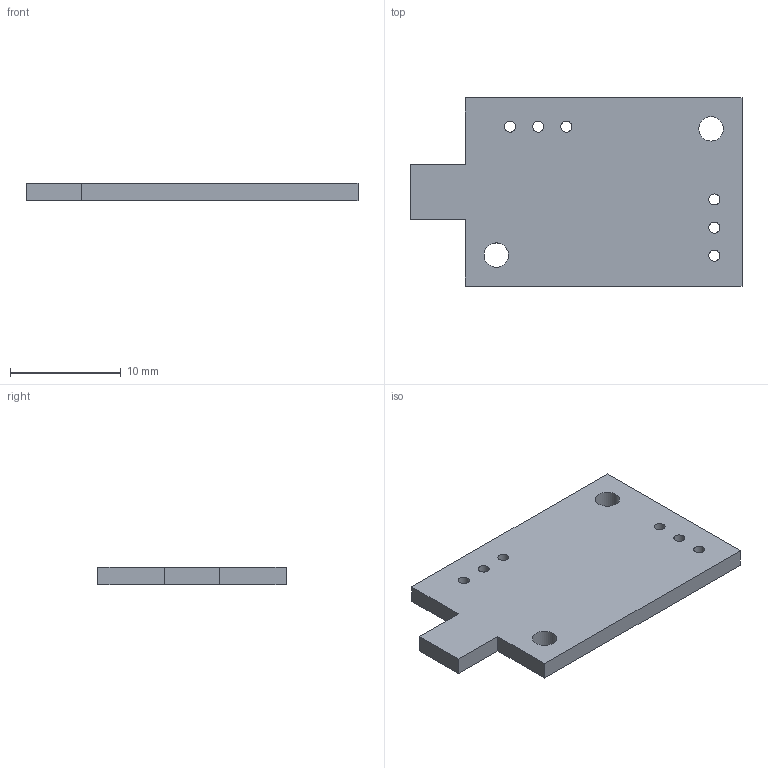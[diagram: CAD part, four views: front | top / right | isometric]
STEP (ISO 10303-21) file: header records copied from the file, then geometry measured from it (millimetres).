
FILE_DESCRIPTION(('KiCad electronic assembly'),'2;1');
FILE_NAME('HallEffectSensor.step','2022-12-20T12:20:23',('Pcbnew'),( 'Kicad'),'Open CASCADE STEP processor 7.6','KiCad to STEP converter' ,'Unknown');
FILE_SCHEMA(('AUTOMOTIVE_DESIGN { 1 0 10303 214 1 1 1 1 }'));
Length unit declared in the file: millimetre
Products named in the file (2): HallEffectSensor 1; HallEffectSensor PCB
Assembly tree (1 placements, depth 2):
  HallEffectSensor 1
    HallEffectSensor PCB
Bounding box: 30 x 17 x 1.6 mm (x, y, z)
Volume: 700.3 mm3; surface area: 1078 mm2
Topology: 1 solids, 1 shells, 18 faces, 48 edges, 32 vertices
Faces by surface type: plane 10, cylinder 8
Full cylindrical faces by diameter (mm): 1 x6, 2.2 x2
Entity records: 1319 total; most frequent: CARTESIAN_POINT 292, DIRECTION 184, LINE 112, VECTOR 112, ORIENTED_EDGE 96, PCURVE 96, DEFINITIONAL_REPRESENTATION 96, EDGE_CURVE 48
